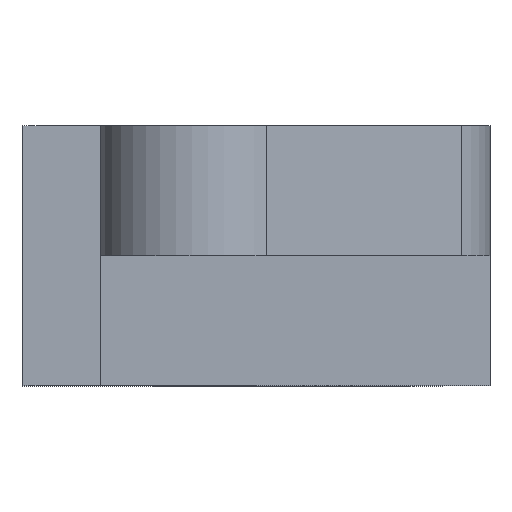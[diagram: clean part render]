
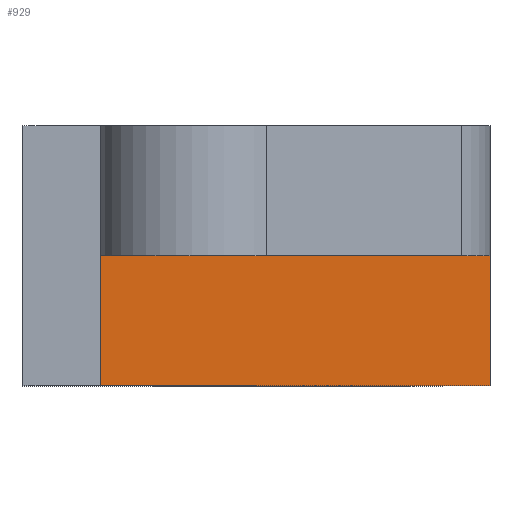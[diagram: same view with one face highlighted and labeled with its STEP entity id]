
A CAD part, front view. The second image highlights one B-rep face of the part: STEP entity #929.
In plain terms, the highlighted planar face has unit normal (0, -1, 0).
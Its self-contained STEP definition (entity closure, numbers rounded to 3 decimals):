
#59 = PLANE ( 'NONE',  #449 ) ;
#77 = EDGE_LOOP ( 'NONE', ( #383, #117, #412, #583 ) ) ;
#117 = ORIENTED_EDGE ( 'NONE', *, *, #294, .F. ) ;
#155 = VECTOR ( 'NONE', #159, 1000. ) ;
#159 = DIRECTION ( 'NONE',  ( 0., 0., -1. ) ) ;
#161 = CARTESIAN_POINT ( 'NONE',  ( 15., 62.25, 10. ) ) ;
#176 = DIRECTION ( 'NONE',  ( 0., 0., -1. ) ) ;
#214 = VECTOR ( 'NONE', #176, 1000. ) ;
#294 = EDGE_CURVE ( 'NONE', #621, #631, #508, .T. ) ;
#363 = LINE ( 'NONE', #483, #934 ) ;
#369 = CARTESIAN_POINT ( 'NONE',  ( 0., 62.25, 10. ) ) ;
#383 = ORIENTED_EDGE ( 'NONE', *, *, #510, .T. ) ;
#412 = ORIENTED_EDGE ( 'NONE', *, *, #1072, .F. ) ;
#449 = AXIS2_PLACEMENT_3D ( 'NONE', #161, #1052, #507 ) ;
#478 = CARTESIAN_POINT ( 'NONE',  ( 0., 62.25, 5. ) ) ;
#483 = CARTESIAN_POINT ( 'NONE',  ( 11.25, 62.25, 10. ) ) ;
#495 = CARTESIAN_POINT ( 'NONE',  ( 0., 62.25, 10. ) ) ;
#507 = DIRECTION ( 'NONE',  ( 0., 0., -1. ) ) ;
#508 = LINE ( 'NONE', #478, #648 ) ;
#510 = EDGE_CURVE ( 'NONE', #1342, #631, #1380, .T. ) ;
#538 = EDGE_CURVE ( 'NONE', #1342, #1094, #363, .T. ) ;
#583 = ORIENTED_EDGE ( 'NONE', *, *, #538, .F. ) ;
#621 = VERTEX_POINT ( 'NONE', #1208 ) ;
#631 = VERTEX_POINT ( 'NONE', #758 ) ;
#648 = VECTOR ( 'NONE', #946, 1000. ) ;
#758 = CARTESIAN_POINT ( 'NONE',  ( 0., 62.25, 5. ) ) ;
#929 = ADVANCED_FACE ( 'NONE', ( #1286 ), #59, .T. ) ;
#934 = VECTOR ( 'NONE', #1255, 1000. ) ;
#946 = DIRECTION ( 'NONE',  ( -1., 0., 0. ) ) ;
#986 = CARTESIAN_POINT ( 'NONE',  ( 15., 62.25, 10. ) ) ;
#1052 = DIRECTION ( 'NONE',  ( 0., -1., 0. ) ) ;
#1072 = EDGE_CURVE ( 'NONE', #1094, #621, #1109, .T. ) ;
#1094 = VERTEX_POINT ( 'NONE', #1330 ) ;
#1109 = LINE ( 'NONE', #986, #214 ) ;
#1208 = CARTESIAN_POINT ( 'NONE',  ( 15., 62.25, 5. ) ) ;
#1255 = DIRECTION ( 'NONE',  ( 1., 0., 0. ) ) ;
#1286 = FACE_OUTER_BOUND ( 'NONE', #77, .T. ) ;
#1330 = CARTESIAN_POINT ( 'NONE',  ( 15., 62.25, 10. ) ) ;
#1342 = VERTEX_POINT ( 'NONE', #495 ) ;
#1380 = LINE ( 'NONE', #369, #155 ) ;
